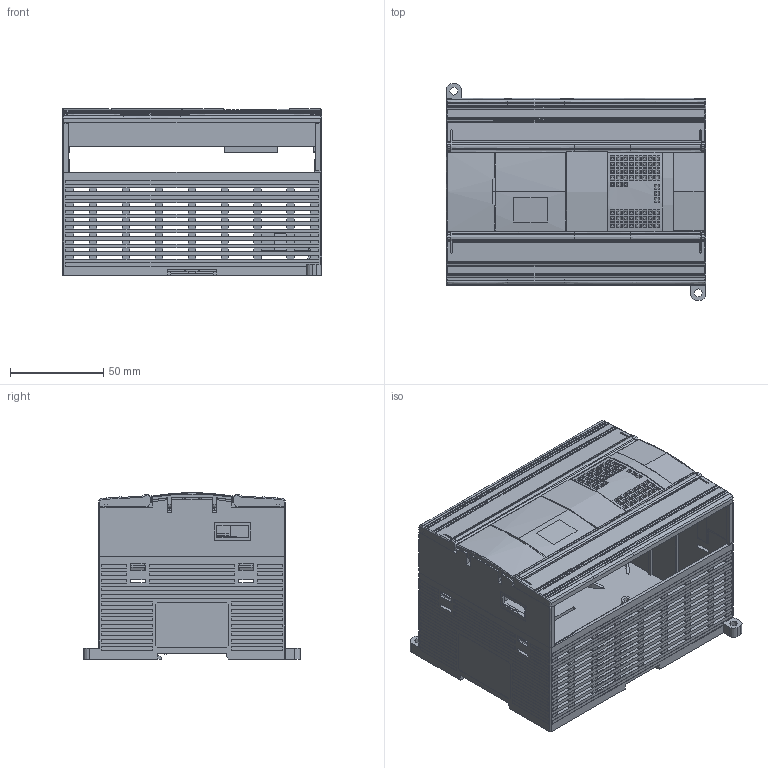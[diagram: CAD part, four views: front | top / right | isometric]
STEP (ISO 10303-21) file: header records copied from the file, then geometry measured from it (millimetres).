
FILE_DESCRIPTION(/* description */ (''),/* implementation_level */ '2;1');
FILE_NAME(/* name */ 'XD2-42~1',/* time_stamp */ '2022-01-05T15:02:15+08:00',/* author */ (''),/* organization */ (''),/* preprocessor_version */ 'ST-DEVELOPER v16.5',/* originating_system */ '',/* authorisation */ '');
FILE_SCHEMA (('AUTOMOTIVE_DESIGN'));
Products named in the file (1): Document
Bounding box: 138.75 x 116 x 89.09 mm (x, y, z)
Volume: 153617.5 mm3; surface area: 175052.2 mm2
Topology: 7 solids, 7 shells, 3112 faces, 9250 edges, 6027 vertices
Faces by surface type: bspline 3112
Entity records: 226324 total; most frequent: CARTESIAN_POINT 108867, B_SPLINE_CURVE_WITH_KNOTS 25551, ORIENTED_EDGE 18276, PCURVE 18276, DEFINITIONAL_REPRESENTATION 18276, SURFACE_CURVE 9138, EDGE_CURVE 9138, VERTEX_POINT 6027
